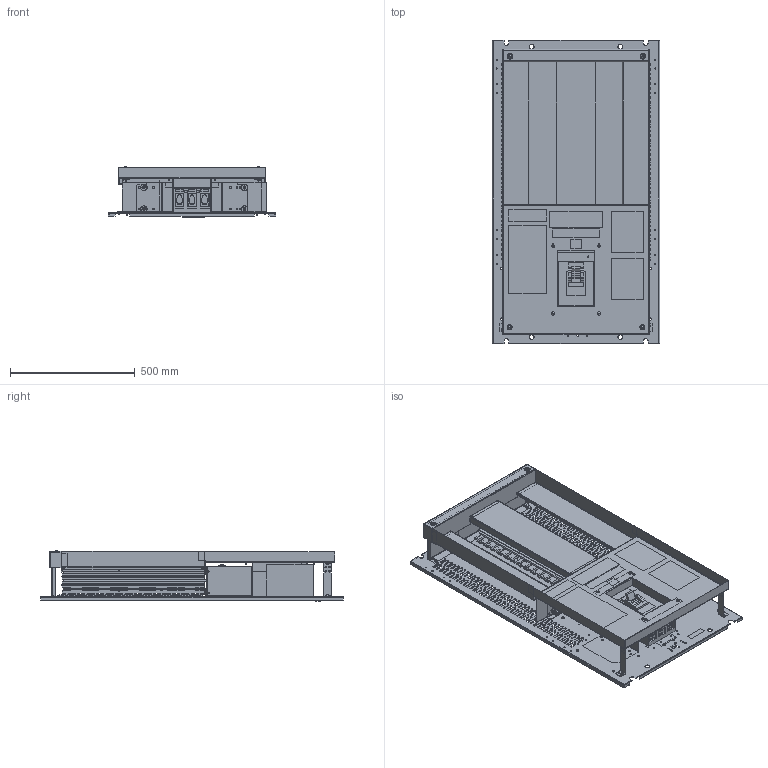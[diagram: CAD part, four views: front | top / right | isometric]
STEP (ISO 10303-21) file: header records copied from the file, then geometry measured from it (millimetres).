
FILE_DESCRIPTION((''),'2;1');
FILE_NAME('HCM41XX4M-01','2018-01-09T',('SESA441333'),('Schneider-Electric'),'PRO/ENGINEER BY PARAMETRIC TECHNOLOGY CORPORATION, 2015440','PRO/ENGINEER BY PARAMETRIC TECHNOLOGY CORPORATION, 2015440','');
FILE_SCHEMA(('CONFIG_CONTROL_DESIGN'));
Products named in the file (1): HCM41XX4M-01
Bounding box: 671.91 x 1219.71 x 202.82 mm (x, y, z)
Surface area: 5257471.4 mm2 (no closed solid volume)
Topology: 0 solids, 172 shells, 3552 faces, 15141 edges, 11512 vertices
Faces by surface type: plane 2286, cylinder 912, cone 162, bspline 117, sphere 53, torus 22
Entity records: 186118 total; most frequent: CARTESIAN_POINT 61436, DIRECTION 24430, ORIENTED_EDGE 23303, EDGE_CURVE 15139, VERTEX_POINT 11512, VECTOR 10814, LINE 10814, AXIS2_PLACEMENT_3D 6808
